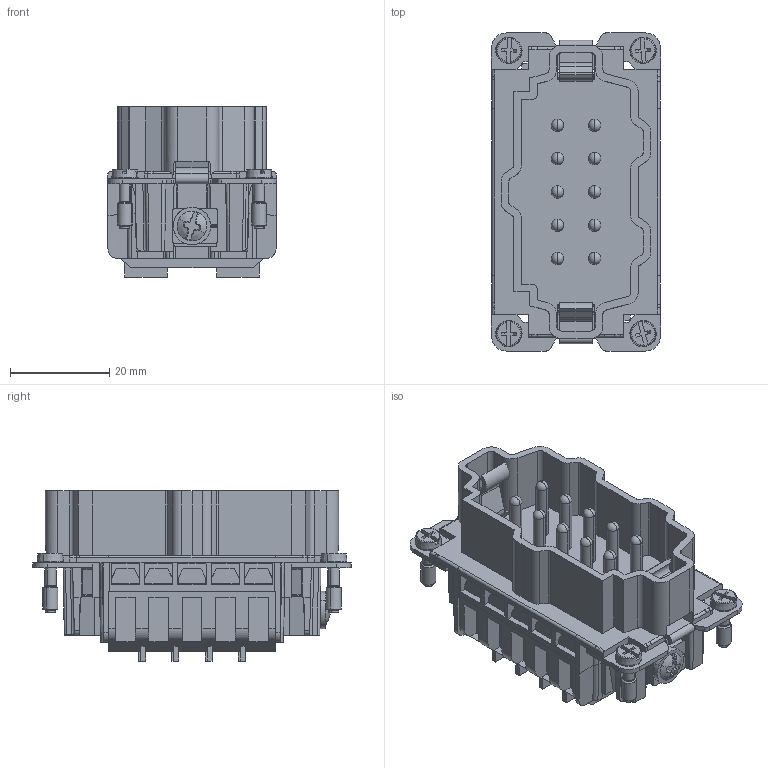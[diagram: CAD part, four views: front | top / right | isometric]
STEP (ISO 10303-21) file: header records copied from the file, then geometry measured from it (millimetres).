
FILE_DESCRIPTION(('CATIA V5 STEP Exchange','CAx-IF Rec.Pracs.--- Model Styling and Organization---1.4--- 2014-01-23'),'2;1');
FILE_NAME ('13502877_4', '2019-10-24T10:46:16+00:00', ('none'), ('Weidmueller'), 'CATIA Version 5-6 Release 2016 SP3 HF44', 'CATIA V5 STEP AP214', 'none');
FILE_SCHEMA(('AUTOMOTIVE_DESIGN { 1 0 10303 214 1 1 1 1 }'));
Length unit declared in the file: millimetre
Products named in the file (1): 1873550000
Bounding box: 34 x 64 x 34.25 mm (x, y, z)
Volume: 28396.6 mm3; surface area: 20383.6 mm2
Topology: 1 solids, 2 shells, 1500 faces, 4637 edges, 3113 vertices
Faces by surface type: plane 1025, cylinder 341, torus 60, cone 52, extrusion 10, bspline 8, sphere 4
Entity records: 50393 total; most frequent: CARTESIAN_POINT 11666, ORIENTED_EDGE 9268, DIRECTION 6193, EDGE_CURVE 4634, VECTOR 3532, LINE 3522, VERTEX_POINT 3113, AXIS2_PLACEMENT_3D 1686
